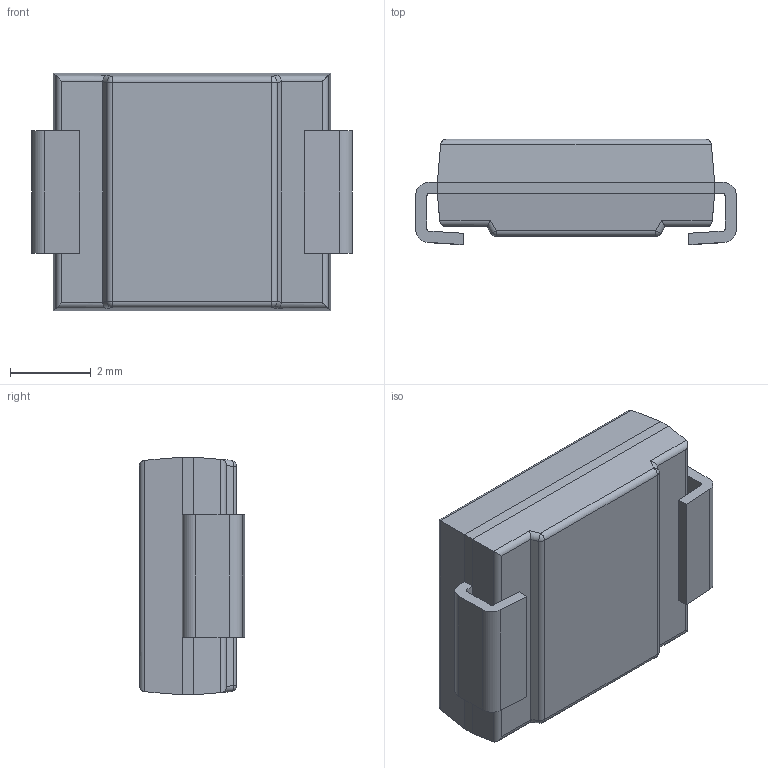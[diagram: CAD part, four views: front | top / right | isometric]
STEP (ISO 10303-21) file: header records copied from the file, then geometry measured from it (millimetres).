
FILE_DESCRIPTION (( 'STEP AP214' ), '1' );
FILE_NAME ('MBRS340T3G.STEP', '2018-10-15T19:22:25', ( '' ), ( '' ), 'SwSTEP 2.0', 'SolidWorks 2017', '' );
FILE_SCHEMA (( 'AUTOMOTIVE_DESIGN' ));
Length unit declared in the file: millimetre
Products named in the file (1): MBRS340T3G
Bounding box: 7.95 x 2.61 x 5.9 mm (x, y, z)
Volume: 95.8 mm3; surface area: 173.7 mm2
Topology: 4 solids, 4 shells, 79 faces, 186 edges, 112 vertices
Faces by surface type: plane 49, cylinder 26, sphere 4
Entity records: 2241 total; most frequent: CARTESIAN_POINT 422, ORIENTED_EDGE 364, DIRECTION 354, EDGE_CURVE 182, LINE 138, VECTOR 138, VERTEX_POINT 112, AXIS2_PLACEMENT_3D 108
